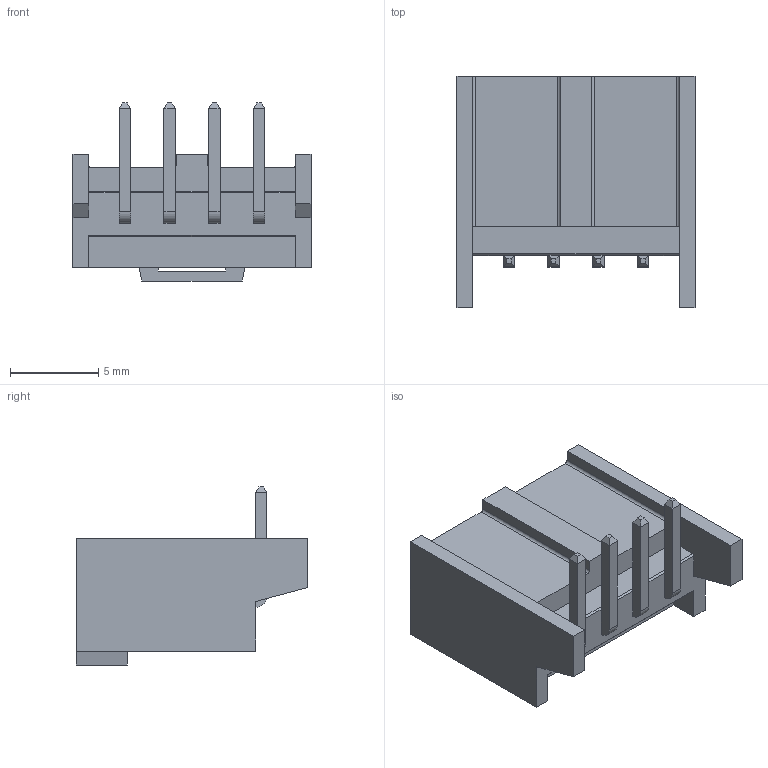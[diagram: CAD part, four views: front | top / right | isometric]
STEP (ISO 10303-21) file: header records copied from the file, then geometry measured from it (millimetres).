
FILE_DESCRIPTION(('FreeCAD Model'),'2;1');
FILE_NAME('Open CASCADE Shape Model','2025-01-19T11:37:11',('Author'),( ''),'Open CASCADE STEP processor 7.6','FreeCAD','Unknown');
FILE_SCHEMA(('AUTOMOTIVE_DESIGN { 1 0 10303 214 1 1 1 1 }'));
Length unit declared in the file: millimetre
Products named in the file (2): 901362104; SOLID
Assembly tree (1 placements, depth 2):
  901362104
    SOLID
Bounding box: 13.51 x 13.14 x 10.11 mm (x, y, z)
Volume: 433.6 mm3; surface area: 1000.9 mm2
Topology: 1 solids, 1 shells, 131 faces, 330 edges, 204 vertices
Faces by surface type: plane 123, cylinder 8
Entity records: 4226 total; most frequent: CARTESIAN_POINT 667, ORIENTED_EDGE 660, DIRECTION 612, EDGE_CURVE 330, LINE 314, VECTOR 314, VERTEX_POINT 204, AXIS2_PLACEMENT_3D 149
